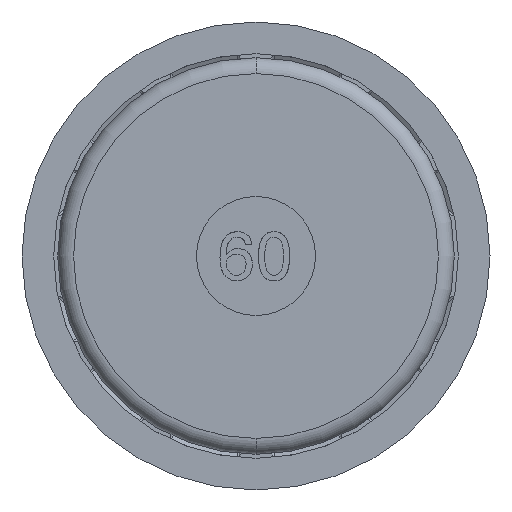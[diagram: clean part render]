
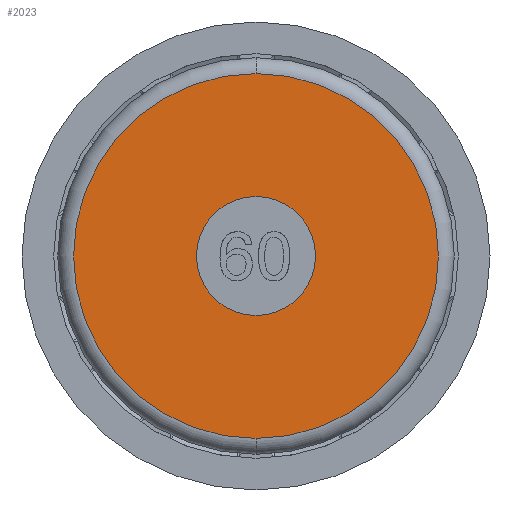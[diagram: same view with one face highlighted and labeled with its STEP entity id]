
A CAD part, front view. The second image highlights one B-rep face of the part: STEP entity #2023.
In plain terms, the highlighted planar face has unit normal (0, -1, 0).
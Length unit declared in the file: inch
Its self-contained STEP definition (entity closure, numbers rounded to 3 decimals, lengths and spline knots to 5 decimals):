
#243 = PLANE ( 'NONE',  #10316 ) ;
#643 = CARTESIAN_POINT ( 'NONE',  ( 1.58639, 0.56605, 1.8595 ) ) ;
#1204 = VERTEX_POINT ( 'NONE', #11015 ) ;
#1396 = CARTESIAN_POINT ( 'NONE',  ( 1.58639, 0.56605, 1.56423 ) ) ;
#2023 = ADVANCED_FACE ( 'NONE', ( #7590, #4179 ), #243, .T. ) ;
#2307 = DIRECTION ( 'NONE',  ( 0., 0., -1. ) ) ;
#2342 = DIRECTION ( 'NONE',  ( 0., 1., 0. ) ) ;
#2402 = DIRECTION ( 'NONE',  ( 0., 0., 1. ) ) ;
#2468 = EDGE_CURVE ( 'NONE', #12869, #1204, #5119, .T. ) ;
#2943 = ORIENTED_EDGE ( 'NONE', *, *, #5705, .T. ) ;
#3710 = CARTESIAN_POINT ( 'NONE',  ( 1.58639, 0.56605, 1.56423 ) ) ;
#4179 = FACE_OUTER_BOUND ( 'NONE', #4857, .T. ) ;
#4729 = DIRECTION ( 'NONE',  ( 0., 0., -1. ) ) ;
#4800 = CARTESIAN_POINT ( 'NONE',  ( 1.58639, 0.56605, 0.65871 ) ) ;
#4857 = EDGE_LOOP ( 'NONE', ( #12827, #10723 ) ) ;
#5062 = VERTEX_POINT ( 'NONE', #4800 ) ;
#5119 = CIRCLE ( 'NONE', #11416, 0.29528 ) ;
#5269 = AXIS2_PLACEMENT_3D ( 'NONE', #8317, #2342, #9323 ) ;
#5320 = CIRCLE ( 'NONE', #6358, 0.90551 ) ;
#5564 = CARTESIAN_POINT ( 'NONE',  ( 1.58639, 0.56605, 1.56423 ) ) ;
#5705 = EDGE_CURVE ( 'NONE', #1204, #12869, #8591, .T. ) ;
#5832 = EDGE_CURVE ( 'NONE', #5062, #8467, #5320, .T. ) ;
#6283 = CARTESIAN_POINT ( 'NONE',  ( 1.88167, 0.56605, 1.56423 ) ) ;
#6358 = AXIS2_PLACEMENT_3D ( 'NONE', #3710, #10679, #4729 ) ;
#6576 = DIRECTION ( 'NONE',  ( 0., 0., 1. ) ) ;
#6866 = EDGE_LOOP ( 'NONE', ( #12082, #2943 ) ) ;
#7590 = FACE_BOUND ( 'NONE', #6866, .T. ) ;
#8286 = DIRECTION ( 'NONE',  ( 0., -1., 0. ) ) ;
#8317 = CARTESIAN_POINT ( 'NONE',  ( 1.58639, 0.56605, 1.56423 ) ) ;
#8386 = DIRECTION ( 'NONE',  ( 0., 1., 0. ) ) ;
#8467 = VERTEX_POINT ( 'NONE', #10818 ) ;
#8591 = CIRCLE ( 'NONE', #11290, 0.29528 ) ;
#9216 = EDGE_CURVE ( 'NONE', #8467, #5062, #10233, .T. ) ;
#9323 = DIRECTION ( 'NONE',  ( 0., 0., -1. ) ) ;
#10233 = CIRCLE ( 'NONE', #5269, 0.90551 ) ;
#10316 = AXIS2_PLACEMENT_3D ( 'NONE', #6283, #8286, #2307 ) ;
#10679 = DIRECTION ( 'NONE',  ( 0., 1., 0. ) ) ;
#10723 = ORIENTED_EDGE ( 'NONE', *, *, #9216, .F. ) ;
#10818 = CARTESIAN_POINT ( 'NONE',  ( 1.58639, 0.56605, 2.46974 ) ) ;
#11015 = CARTESIAN_POINT ( 'NONE',  ( 1.58639, 0.56605, 1.26895 ) ) ;
#11290 = AXIS2_PLACEMENT_3D ( 'NONE', #1396, #8386, #2402 ) ;
#11416 = AXIS2_PLACEMENT_3D ( 'NONE', #5564, #12530, #6576 ) ;
#12082 = ORIENTED_EDGE ( 'NONE', *, *, #2468, .T. ) ;
#12530 = DIRECTION ( 'NONE',  ( 0., 1., 0. ) ) ;
#12827 = ORIENTED_EDGE ( 'NONE', *, *, #5832, .F. ) ;
#12869 = VERTEX_POINT ( 'NONE', #643 ) ;
